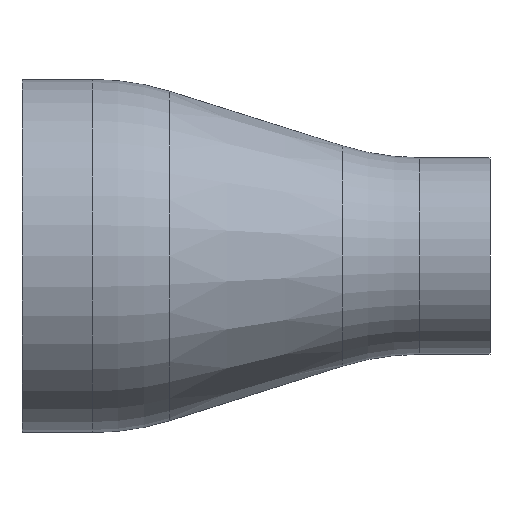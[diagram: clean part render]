
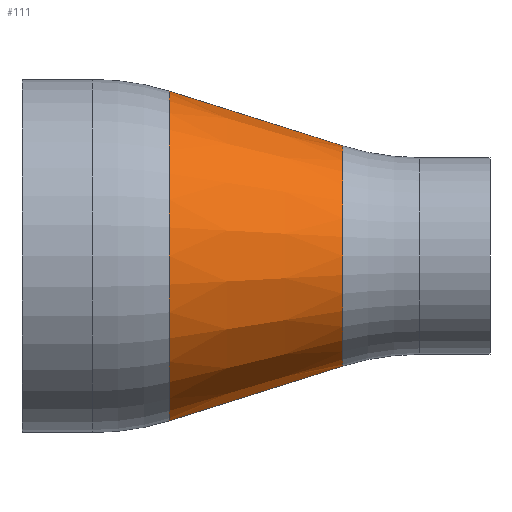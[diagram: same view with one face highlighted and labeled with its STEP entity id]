
A CAD part, front view. The second image highlights one B-rep face of the part: STEP entity #111.
In plain terms, the highlighted conical face has half-angle 17.469 degrees and reference radius 15.064 mm.
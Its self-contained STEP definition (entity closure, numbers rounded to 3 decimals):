
#2 = VERTEX_POINT ( 'NONE', #306 ) ;
#26 = VECTOR ( 'NONE', #62, 1000. ) ;
#41 = CARTESIAN_POINT ( 'NONE',  ( 11.871, 0., 0. ) ) ;
#43 = VERTEX_POINT ( 'NONE', #466 ) ;
#47 = DIRECTION ( 'NONE',  ( -1., 0., 0. ) ) ;
#55 = CARTESIAN_POINT ( 'NONE',  ( -11.871, 0., 0. ) ) ;
#62 = DIRECTION ( 'NONE',  ( -0.954, 0., -0.3 ) ) ;
#85 = EDGE_CURVE ( 'NONE', #646, #553, #384, .T. ) ;
#88 = AXIS2_PLACEMENT_3D ( 'NONE', #462, #211, #420 ) ;
#91 = AXIS2_PLACEMENT_3D ( 'NONE', #55, #500, #302 ) ;
#93 = LINE ( 'NONE', #254, #404 ) ;
#111 = ADVANCED_FACE ( 'NONE', ( #604 ), #228, .T. ) ;
#160 = EDGE_CURVE ( 'NONE', #43, #553, #93, .T. ) ;
#175 = ORIENTED_EDGE ( 'NONE', *, *, #249, .T. ) ;
#191 = LINE ( 'NONE', #520, #26 ) ;
#194 = EDGE_CURVE ( 'NONE', #2, #646, #191, .T. ) ;
#211 = DIRECTION ( 'NONE',  ( -1., 0., 0. ) ) ;
#228 = CONICAL_SURFACE ( 'NONE', #346, 15.064, 0.305 ) ;
#233 = CARTESIAN_POINT ( 'NONE',  ( -11.871, 0., -22.536 ) ) ;
#249 = EDGE_CURVE ( 'NONE', #2, #43, #275, .T. ) ;
#254 = CARTESIAN_POINT ( 'NONE',  ( 11.871, 0., 15.064 ) ) ;
#275 = CIRCLE ( 'NONE', #88, 15.064 ) ;
#280 = ORIENTED_EDGE ( 'NONE', *, *, #85, .F. ) ;
#297 = DIRECTION ( 'NONE',  ( -0.954, 0., 0.3 ) ) ;
#302 = DIRECTION ( 'NONE',  ( 0., 0., 1. ) ) ;
#306 = CARTESIAN_POINT ( 'NONE',  ( 11.871, 0., -15.064 ) ) ;
#346 = AXIS2_PLACEMENT_3D ( 'NONE', #41, #47, #558 ) ;
#384 = CIRCLE ( 'NONE', #91, 22.536 ) ;
#404 = VECTOR ( 'NONE', #297, 1000. ) ;
#420 = DIRECTION ( 'NONE',  ( 0., 0., 1. ) ) ;
#438 = ORIENTED_EDGE ( 'NONE', *, *, #160, .T. ) ;
#454 = ORIENTED_EDGE ( 'NONE', *, *, #194, .F. ) ;
#462 = CARTESIAN_POINT ( 'NONE',  ( 11.871, 0., 0. ) ) ;
#466 = CARTESIAN_POINT ( 'NONE',  ( 11.871, 0., 15.064 ) ) ;
#500 = DIRECTION ( 'NONE',  ( -1., 0., 0. ) ) ;
#520 = CARTESIAN_POINT ( 'NONE',  ( 11.871, 0., -15.064 ) ) ;
#553 = VERTEX_POINT ( 'NONE', #649 ) ;
#558 = DIRECTION ( 'NONE',  ( 0., 0., 1. ) ) ;
#594 = EDGE_LOOP ( 'NONE', ( #454, #175, #438, #280 ) ) ;
#604 = FACE_OUTER_BOUND ( 'NONE', #594, .T. ) ;
#646 = VERTEX_POINT ( 'NONE', #233 ) ;
#649 = CARTESIAN_POINT ( 'NONE',  ( -11.871, 0., 22.536 ) ) ;
